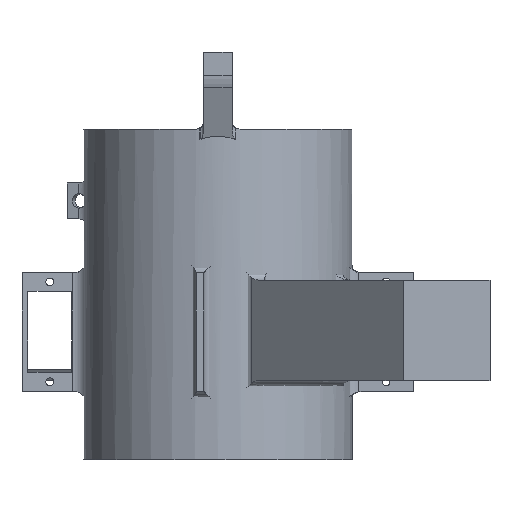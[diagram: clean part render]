
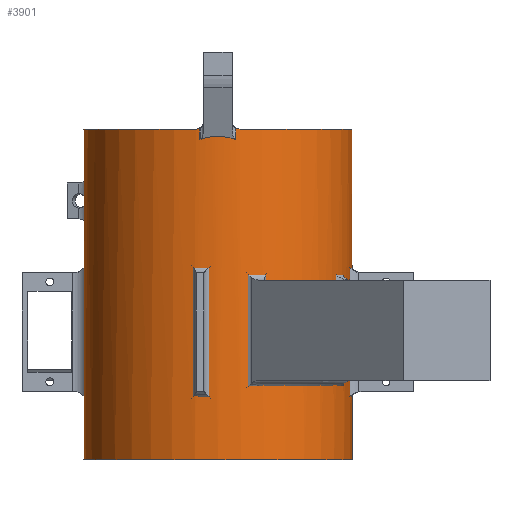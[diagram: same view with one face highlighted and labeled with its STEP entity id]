
A CAD part, left-side view. The second image highlights one B-rep face of the part: STEP entity #3901.
In plain terms, the highlighted cylindrical face has radius 37.4 mm (diameter 74.799 mm), a full revolution.
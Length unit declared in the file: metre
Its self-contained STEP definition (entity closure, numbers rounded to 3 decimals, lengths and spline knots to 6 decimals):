
#144=CIRCLE('',#4132,0.0374);
#145=CIRCLE('',#4133,0.0374);
#146=CIRCLE('',#4134,0.0374);
#285=LINE('',#5495,#573);
#286=LINE('',#5509,#574);
#287=LINE('',#5517,#575);
#288=LINE('',#5531,#576);
#573=VECTOR('',#4490,1.);
#574=VECTOR('',#4493,1.);
#575=VECTOR('',#4494,1.);
#576=VECTOR('',#4497,1.);
#861=ORIENTED_EDGE('',*,*,#2030,.T.);
#862=ORIENTED_EDGE('',*,*,#2031,.T.);
#863=ORIENTED_EDGE('',*,*,#2032,.T.);
#864=ORIENTED_EDGE('',*,*,#2033,.F.);
#865=ORIENTED_EDGE('',*,*,#2034,.T.);
#866=ORIENTED_EDGE('',*,*,#2035,.T.);
#867=ORIENTED_EDGE('',*,*,#2036,.F.);
#868=ORIENTED_EDGE('',*,*,#2037,.T.);
#869=ORIENTED_EDGE('',*,*,#2038,.T.);
#870=ORIENTED_EDGE('',*,*,#2039,.F.);
#871=ORIENTED_EDGE('',*,*,#2040,.T.);
#872=ORIENTED_EDGE('',*,*,#2041,.T.);
#873=ORIENTED_EDGE('',*,*,#2042,.T.);
#2030=EDGE_CURVE('',#2621,#2622,#3040,.T.);
#2031=EDGE_CURVE('',#2622,#2623,#285,.F.);
#2032=EDGE_CURVE('',#2623,#2624,#3041,.T.);
#2033=EDGE_CURVE('',#2625,#2624,#144,.F.);
#2034=EDGE_CURVE('',#2625,#2626,#3042,.T.);
#2035=EDGE_CURVE('',#2626,#2627,#286,.T.);
#2036=EDGE_CURVE('',#2628,#2627,#3043,.T.);
#2037=EDGE_CURVE('',#2628,#2629,#287,.F.);
#2038=EDGE_CURVE('',#2629,#2630,#3044,.T.);
#2039=EDGE_CURVE('',#2631,#2630,#145,.F.);
#2040=EDGE_CURVE('',#2631,#2632,#3045,.T.);
#2041=EDGE_CURVE('',#2632,#2621,#288,.T.);
#2042=EDGE_CURVE('',#2633,#2633,#146,.F.);
#2621=VERTEX_POINT('',#5493);
#2622=VERTEX_POINT('',#5494);
#2623=VERTEX_POINT('',#5496);
#2624=VERTEX_POINT('',#5501);
#2625=VERTEX_POINT('',#5503);
#2626=VERTEX_POINT('',#5508);
#2627=VERTEX_POINT('',#5510);
#2628=VERTEX_POINT('',#5516);
#2629=VERTEX_POINT('',#5518);
#2630=VERTEX_POINT('',#5523);
#2631=VERTEX_POINT('',#5525);
#2632=VERTEX_POINT('',#5530);
#2633=VERTEX_POINT('',#5533);
#3040=B_SPLINE_CURVE_WITH_KNOTS('',3,(#5488,#5489,#5490,#5491,#5492),
 .UNSPECIFIED.,.F.,.F.,(4,1,4),(0.,0.005067,
0.010133),.UNSPECIFIED.);
#3041=B_SPLINE_CURVE_WITH_KNOTS('',3,(#5497,#5498,#5499,#5500),
 .UNSPECIFIED.,.F.,.F.,(4,4),(0.,0.001248),.UNSPECIFIED.);
#3042=B_SPLINE_CURVE_WITH_KNOTS('',3,(#5504,#5505,#5506,#5507),
 .UNSPECIFIED.,.F.,.F.,(4,4),(0.,0.001248),.UNSPECIFIED.);
#3043=B_SPLINE_CURVE_WITH_KNOTS('',3,(#5511,#5512,#5513,#5514,#5515),
 .UNSPECIFIED.,.F.,.F.,(4,1,4),(0.,0.005067,
0.010133),.UNSPECIFIED.);
#3044=B_SPLINE_CURVE_WITH_KNOTS('',3,(#5519,#5520,#5521,#5522),
 .UNSPECIFIED.,.F.,.F.,(4,4),(0.,0.001248),.UNSPECIFIED.);
#3045=B_SPLINE_CURVE_WITH_KNOTS('',3,(#5526,#5527,#5528,#5529),
 .UNSPECIFIED.,.F.,.F.,(4,4),(0.,0.001248),.UNSPECIFIED.);
#3196=EDGE_LOOP('',(#861,#862,#863,#864,#865,#866,#867,#868,#869,#870,#871,
#872));
#3197=EDGE_LOOP('',(#873));
#3506=FACE_BOUND('',#3196,.T.);
#3507=FACE_BOUND('',#3197,.T.);
#3816=CYLINDRICAL_SURFACE('',#4131,0.0374);
#3901=ADVANCED_FACE('',(#3506,#3507),#3816,.T.);
#4131=AXIS2_PLACEMENT_3D('',#5487,#4488,#4489);
#4132=AXIS2_PLACEMENT_3D('',#5502,#4491,#4492);
#4133=AXIS2_PLACEMENT_3D('',#5524,#4495,#4496);
#4134=AXIS2_PLACEMENT_3D('',#5532,#4498,#4499);
#4488=DIRECTION('',(0.,0.,-1.));
#4489=DIRECTION('',(-1.,0.,0.));
#4490=DIRECTION('',(0.,0.,-1.));
#4491=DIRECTION('',(0.,0.,-1.));
#4492=DIRECTION('',(-1.,0.,0.));
#4493=DIRECTION('',(0.,0.,-1.));
#4494=DIRECTION('',(0.,0.,-1.));
#4495=DIRECTION('',(0.,0.,-1.));
#4496=DIRECTION('',(-1.,0.,0.));
#4497=DIRECTION('',(0.,0.,-1.));
#4498=DIRECTION('',(0.,0.,-1.));
#4499=DIRECTION('',(-1.,0.,0.));
#5487=CARTESIAN_POINT('',(0.,0.,0.002007));
#5488=CARTESIAN_POINT('',(0.037064,0.005,-0.000874));
#5489=CARTESIAN_POINT('',(0.03728,0.003396,-0.000311));
#5490=CARTESIAN_POINT('',(0.037519,0.00004,0.00031));
#5491=CARTESIAN_POINT('',(0.037281,-0.003394,-0.00031));
#5492=CARTESIAN_POINT('',(0.037064,-0.005,-0.000874));
#5493=CARTESIAN_POINT('',(0.037064,0.005,-0.000874));
#5494=CARTESIAN_POINT('',(0.037064,-0.005,-0.000874));
#5495=CARTESIAN_POINT('',(0.037064,-0.005,-0.000874));
#5496=CARTESIAN_POINT('',(0.037064,-0.005,0.002359));
#5497=CARTESIAN_POINT('',(0.037064,-0.005,0.002359));
#5498=CARTESIAN_POINT('',(0.037017,-0.005345,0.002128));
#5499=CARTESIAN_POINT('',(0.036957,-0.005753,0.002007));
#5500=CARTESIAN_POINT('',(0.036888,-0.006165,0.002007));
#5501=CARTESIAN_POINT('',(0.036888,-0.006165,0.002007));
#5502=CARTESIAN_POINT('',(0.,0.,0.002007));
#5503=CARTESIAN_POINT('',(-0.036888,-0.006165,0.002007));
#5504=CARTESIAN_POINT('',(-0.036888,-0.006165,0.002007));
#5505=CARTESIAN_POINT('',(-0.036957,-0.005753,0.002007));
#5506=CARTESIAN_POINT('',(-0.037017,-0.005345,0.002128));
#5507=CARTESIAN_POINT('',(-0.037064,-0.005,0.002359));
#5508=CARTESIAN_POINT('',(-0.037064,-0.005,0.002359));
#5509=CARTESIAN_POINT('',(-0.037064,-0.005,0.002359));
#5510=CARTESIAN_POINT('',(-0.037064,-0.005,-0.000874));
#5511=CARTESIAN_POINT('',(-0.037064,0.005,-0.000874));
#5512=CARTESIAN_POINT('',(-0.03728,0.003396,-0.000311));
#5513=CARTESIAN_POINT('',(-0.037519,0.00004,0.00031));
#5514=CARTESIAN_POINT('',(-0.037281,-0.003394,-0.00031));
#5515=CARTESIAN_POINT('',(-0.037064,-0.005,-0.000874));
#5516=CARTESIAN_POINT('',(-0.037064,0.005,-0.000874));
#5517=CARTESIAN_POINT('',(-0.037064,0.005,-0.000874));
#5518=CARTESIAN_POINT('',(-0.037064,0.005,0.002359));
#5519=CARTESIAN_POINT('',(-0.037064,0.005,0.002359));
#5520=CARTESIAN_POINT('',(-0.037017,0.005345,0.002128));
#5521=CARTESIAN_POINT('',(-0.036957,0.005753,0.002007));
#5522=CARTESIAN_POINT('',(-0.036888,0.006165,0.002007));
#5523=CARTESIAN_POINT('',(-0.036888,0.006165,0.002007));
#5524=CARTESIAN_POINT('',(0.,0.,0.002007));
#5525=CARTESIAN_POINT('',(0.036888,0.006165,0.002007));
#5526=CARTESIAN_POINT('',(0.036888,0.006165,0.002007));
#5527=CARTESIAN_POINT('',(0.036957,0.005753,0.002007));
#5528=CARTESIAN_POINT('',(0.037017,0.005345,0.002128));
#5529=CARTESIAN_POINT('',(0.037064,0.005,0.002359));
#5530=CARTESIAN_POINT('',(0.037064,0.005,0.002359));
#5531=CARTESIAN_POINT('',(0.037064,0.005,0.002359));
#5532=CARTESIAN_POINT('',(0.,0.,-0.09));
#5533=CARTESIAN_POINT('',(-0.0374,0.,-0.09));
